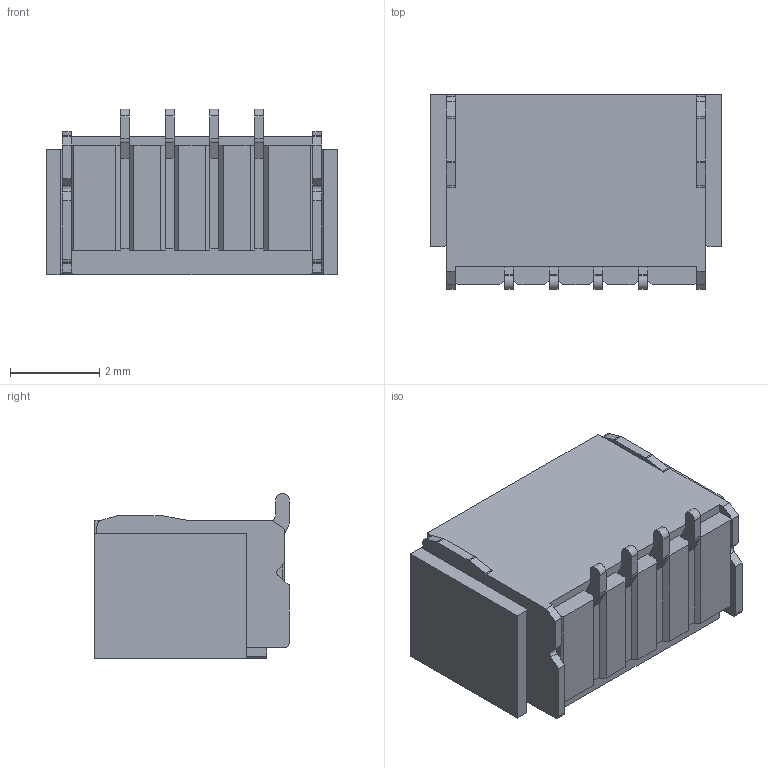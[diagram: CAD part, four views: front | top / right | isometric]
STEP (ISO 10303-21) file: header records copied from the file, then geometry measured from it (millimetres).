
FILE_DESCRIPTION (( 'STEP AP214' ), '1' );
FILE_NAME ('FWF10002-S04S24W5M-REF.STEP', '2024-12-03T04:00:11', ( '' ), ( '' ), 'SwSTEP 2.0', 'SolidWorks 2021', '' );
FILE_SCHEMA (( 'AUTOMOTIVE_DESIGN' ));
Length unit declared in the file: millimetre
Products named in the file (1): FWF10002-S04S24W5M-REF
Bounding box: 6.5 x 4.35 x 3.7 mm (x, y, z)
Volume: 50.8 mm3; surface area: 179.9 mm2
Topology: 1 solids, 1 shells, 227 faces, 590 edges, 370 vertices
Faces by surface type: plane 203, cylinder 24
Entity records: 6788 total; most frequent: CARTESIAN_POINT 1188, ORIENTED_EDGE 1180, DIRECTION 1096, EDGE_CURVE 590, VECTOR 540, LINE 540, VERTEX_POINT 370, AXIS2_PLACEMENT_3D 278
